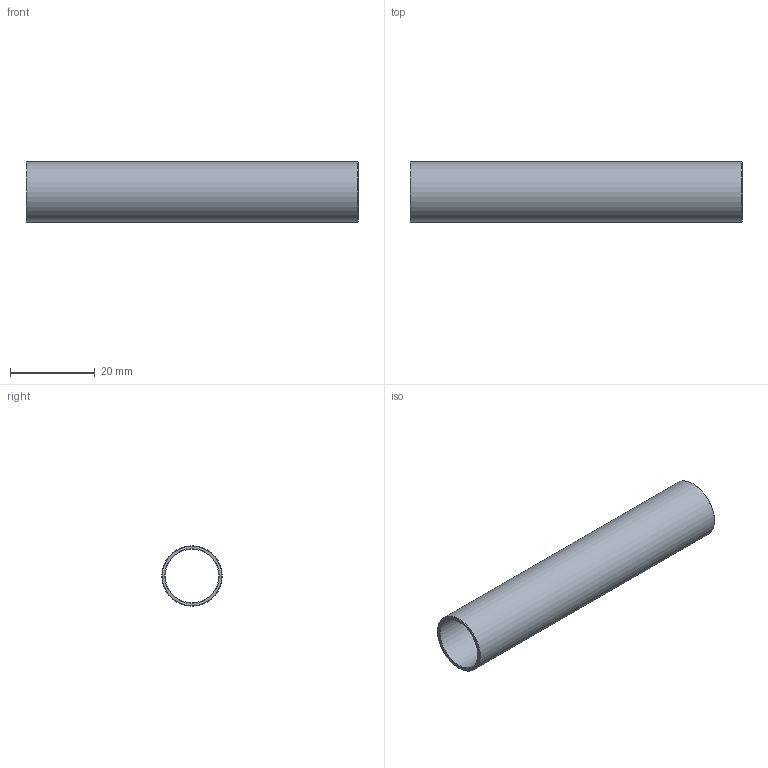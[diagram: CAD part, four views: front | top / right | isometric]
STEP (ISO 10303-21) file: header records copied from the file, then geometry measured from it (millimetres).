
FILE_DESCRIPTION(('FreeCAD Model'),'2;1');
FILE_NAME('Open CASCADE Shape Model','2024-03-26T20:34:36',(''),(''), 'Open CASCADE STEP processor 7.6','FreeCAD','Unknown');
FILE_SCHEMA(('AUTOMOTIVE_DESIGN { 1 0 10303 214 1 1 1 1 }'));
Length unit declared in the file: millimetre
Products named in the file (1): Spacer BUD FRE PLN 0.8mmxBU06.25 - SPN-SPR-0156 (stemfie.org)
Bounding box: 78.12 x 14.2 x 14.2 mm (x, y, z)
Volume: 2630.2 mm3; surface area: 6635.7 mm2
Topology: 1 solids, 1 shells, 452 faces, 1250 edges, 832 vertices
Faces by surface type: plane 308, extrusion 138, cone 4, cylinder 2
Full cylindrical faces by diameter (mm): 12.6 x1, 14.2 x1
Entity records: 14412 total; most frequent: CARTESIAN_POINT 3363, ORIENTED_EDGE 2500, DIRECTION 1750, EDGE_CURVE 1250, VECTOR 1104, LINE 966, VERTEX_POINT 832, FACE_BOUND 486
